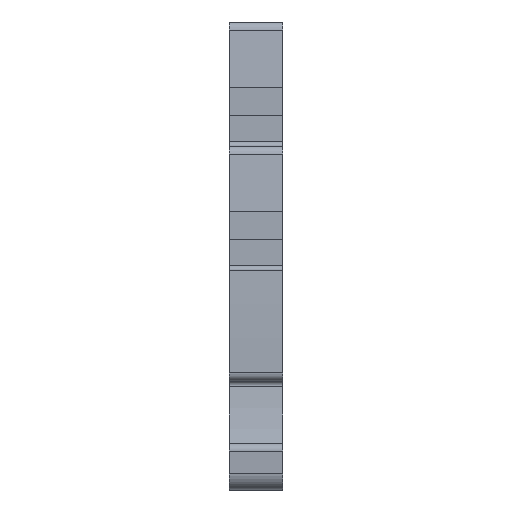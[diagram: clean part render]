
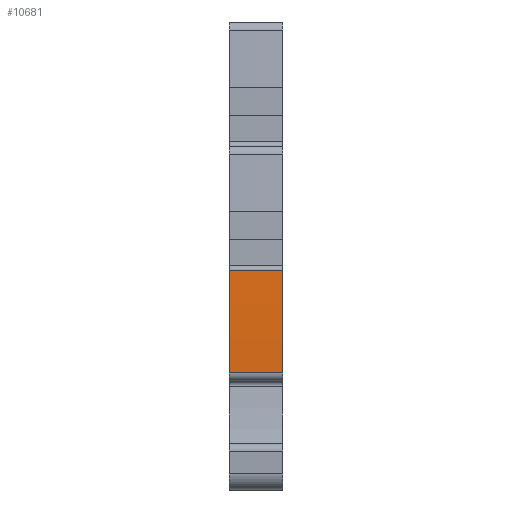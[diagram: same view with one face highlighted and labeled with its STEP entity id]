
A CAD part, front view. The second image highlights one B-rep face of the part: STEP entity #10681.
In plain terms, the highlighted cylindrical face has radius 191.632 mm (diameter 383.264 mm), a partial arc.
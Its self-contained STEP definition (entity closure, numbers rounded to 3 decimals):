
#2521=AXIS2_PLACEMENT_3D('Circle Axis2P3D',#2519,#2520,$) ;
#5022=AXIS2_PLACEMENT_3D('Circle Axis2P3D',#5020,#5021,$) ;
#10668=AXIS2_PLACEMENT_3D('Cylinder Axis2P3D',#10665,#10666,#10667) ;
#2516=CARTESIAN_POINT('Vertex',(6.1,1.669,25.2)) ;
#2519=CARTESIAN_POINT('Axis2P3D Location',(6.1,193.128,17.05)) ;
#2523=CARTESIAN_POINT('Vertex',(6.1,1.53,13.431)) ;
#5017=CARTESIAN_POINT('Vertex',(0.,1.53,13.431)) ;
#5020=CARTESIAN_POINT('Axis2P3D Location',(0.,193.128,17.05)) ;
#5024=CARTESIAN_POINT('Vertex',(0.,1.669,25.2)) ;
#10653=CARTESIAN_POINT('Line Origine',(3.05,1.669,25.2)) ;
#10665=CARTESIAN_POINT('Axis2P3D Location',(3.05,193.128,17.05)) ;
#10670=CARTESIAN_POINT('Line Origine',(3.05,1.53,13.431)) ;
#2520=DIRECTION('Axis2P3D Direction',(1.,0.,0.)) ;
#5021=DIRECTION('Axis2P3D Direction',(1.,0.,0.)) ;
#10654=DIRECTION('Vector Direction',(-1.,0.,0.)) ;
#10666=DIRECTION('Axis2P3D Direction',(1.,0.,0.)) ;
#10667=DIRECTION('Axis2P3D XDirection',(0.,-0.999,0.048)) ;
#10671=DIRECTION('Vector Direction',(1.,0.,0.)) ;
#10655=VECTOR('Line Direction',#10654,1.) ;
#10672=VECTOR('Line Direction',#10671,1.) ;
#10676=ORIENTED_EDGE('',*,*,#5026,.T.) ;
#10677=ORIENTED_EDGE('',*,*,#10674,.T.) ;
#10678=ORIENTED_EDGE('',*,*,#2525,.F.) ;
#10679=ORIENTED_EDGE('',*,*,#10657,.T.) ;
#10681=ADVANCED_FACE('66504_MLD_APGTB_4_2T_VL_4C-2.1\\Assembly',(#10680),#10669,.T.) ;
#2522=CIRCLE('generated circle',#2521,191.632) ;
#5023=CIRCLE('generated circle',#5022,191.632) ;
#10669=CYLINDRICAL_SURFACE('generated cylinder',#10668,191.632) ;
#2525=EDGE_CURVE('',#2517,#2524,#2522,.T.) ;
#5026=EDGE_CURVE('',#5025,#5018,#5023,.T.) ;
#10657=EDGE_CURVE('',#2517,#5025,#10656,.T.) ;
#10674=EDGE_CURVE('',#5018,#2524,#10673,.T.) ;
#10675=EDGE_LOOP('',(#10676,#10677,#10678,#10679)) ;
#10680=FACE_OUTER_BOUND('',#10675,.T.) ;
#10656=LINE('Line',#10653,#10655) ;
#10673=LINE('Line',#10670,#10672) ;
#2517=VERTEX_POINT('',#2516) ;
#2524=VERTEX_POINT('',#2523) ;
#5018=VERTEX_POINT('',#5017) ;
#5025=VERTEX_POINT('',#5024) ;
